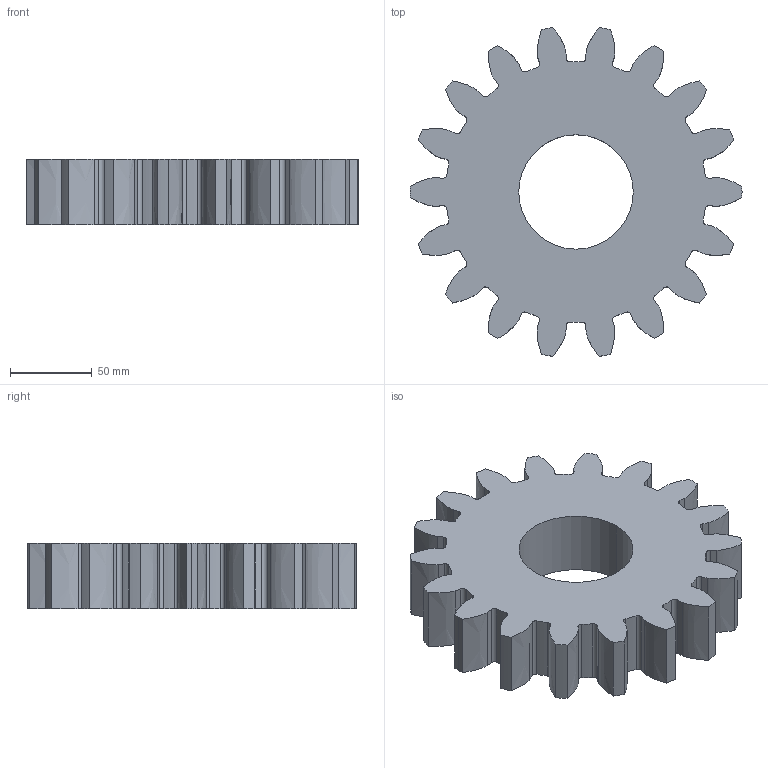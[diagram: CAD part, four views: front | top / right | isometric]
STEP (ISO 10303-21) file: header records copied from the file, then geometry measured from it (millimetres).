
FILE_DESCRIPTION(('produced by SPATIAL CORP'),'2;1');
FILE_NAME( 'low_rev_gear.prt.hh.sat.stp','2002-04-19T14:13:01+00:00',('SPATIAL CORP'),('SPATIAL CORP'), 'ACIS STEP Husk','http://www.spatial.com','SPATIAL CORP');
FILE_SCHEMA(('CONFIG_CONTROL_DESIGN'));
Length unit declared in the file: millimetre
Products named in the file (1): PRODUCT_ID_1
Bounding box: 203.09 x 201.09 x 40 mm (x, y, z)
Volume: 875679.2 mm3; surface area: 98044.9 mm2
Topology: 1 solids, 1 shells, 150 faces, 444 edges, 296 vertices
Faces by surface type: cylinder 76, plane 38, bspline 36
Entity records: 6703 total; most frequent: CARTESIAN_POINT 2792, ORIENTED_EDGE 888, DIRECTION 740, EDGE_CURVE 444, VERTEX_POINT 296, AXIS2_PLACEMENT_3D 260, VECTOR 220, LINE 220
